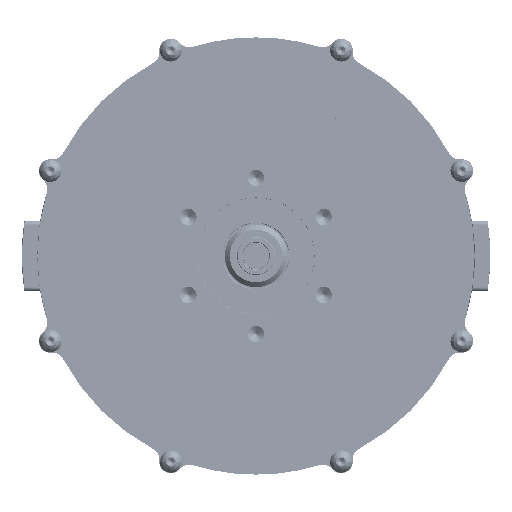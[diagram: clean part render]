
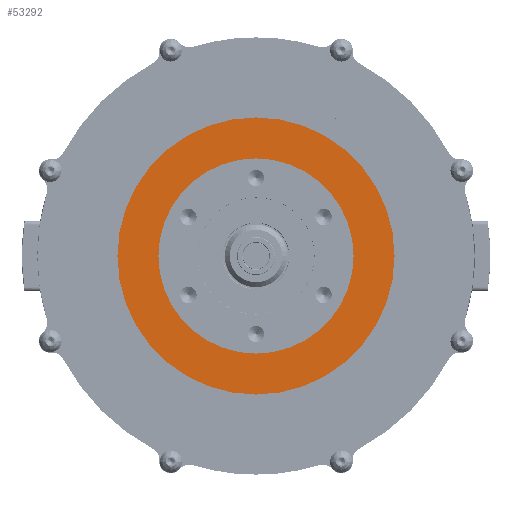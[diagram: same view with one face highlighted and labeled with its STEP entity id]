
A CAD part, front view. The second image highlights one B-rep face of the part: STEP entity #53292.
In plain terms, the highlighted planar face has unit normal (0, -1, 0).
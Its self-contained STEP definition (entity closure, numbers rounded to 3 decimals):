
#33877=CARTESIAN_POINT('',(0.,2.,0.));
#33878=DIRECTION('',(0.,1.,0.));
#33879=DIRECTION('',(0.,0.,-1.));
#33880=AXIS2_PLACEMENT_3D('',#33877,#33878,#33879);
#33882=CARTESIAN_POINT('',(0.,2.,0.));
#33883=DIRECTION('',(0.,1.,0.));
#33884=DIRECTION('',(0.,0.,1.));
#33885=AXIS2_PLACEMENT_3D('',#33882,#33883,#33884);
#33887=CARTESIAN_POINT('',(0.,2.,0.));
#33888=DIRECTION('',(0.,-1.,0.));
#33889=DIRECTION('',(0.,0.,1.));
#33890=AXIS2_PLACEMENT_3D('',#33887,#33888,#33889);
#33892=CARTESIAN_POINT('',(0.,2.,0.));
#33893=DIRECTION('',(0.,-1.,0.));
#33894=DIRECTION('',(0.,0.,-1.));
#33895=AXIS2_PLACEMENT_3D('',#33892,#33893,#33894);
#49125=CARTESIAN_POINT('',(0.,2.,25.));
#49126=CARTESIAN_POINT('',(0.,2.,-25.));
#49127=VERTEX_POINT('',#49125);
#49128=VERTEX_POINT('',#49126);
#49129=CARTESIAN_POINT('',(0.,2.,-35.5));
#49130=CARTESIAN_POINT('',(0.,2.,35.5));
#49131=VERTEX_POINT('',#49129);
#49132=VERTEX_POINT('',#49130);
#53277=CARTESIAN_POINT('',(25.,2.,0.));
#53278=DIRECTION('',(0.,-1.,0.));
#53279=DIRECTION('',(0.,0.,-1.));
#53280=AXIS2_PLACEMENT_3D('',#53277,#53278,#53279);
#53281=PLANE('',#53280);
#53282=ORIENTED_EDGE('',*,*,#53257,.F.);
#53283=ORIENTED_EDGE('',*,*,#53272,.F.);
#53284=EDGE_LOOP('',(#53282,#53283));
#53285=FACE_OUTER_BOUND('',#53284,.F.);
#53287=ORIENTED_EDGE('',*,*,#53286,.F.);
#53289=ORIENTED_EDGE('',*,*,#53288,.F.);
#53290=EDGE_LOOP('',(#53287,#53289));
#53291=FACE_BOUND('',#53290,.F.);
#53292=ADVANCED_FACE('',(#53285,#53291),#53281,.T.);
#33881=CIRCLE('',#33880,25.);
#33886=CIRCLE('',#33885,25.);
#33891=CIRCLE('',#33890,35.5);
#33896=CIRCLE('',#33895,35.5);
#53257=EDGE_CURVE('',#49132,#49131,#33891,.T.);
#53272=EDGE_CURVE('',#49131,#49132,#33896,.T.);
#53286=EDGE_CURVE('',#49128,#49127,#33881,.T.);
#53288=EDGE_CURVE('',#49127,#49128,#33886,.T.);
